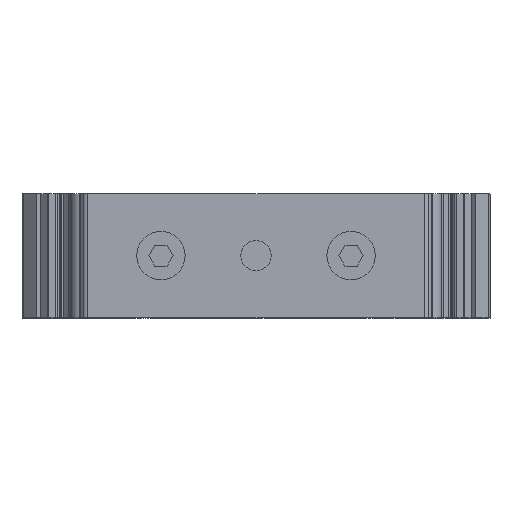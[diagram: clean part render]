
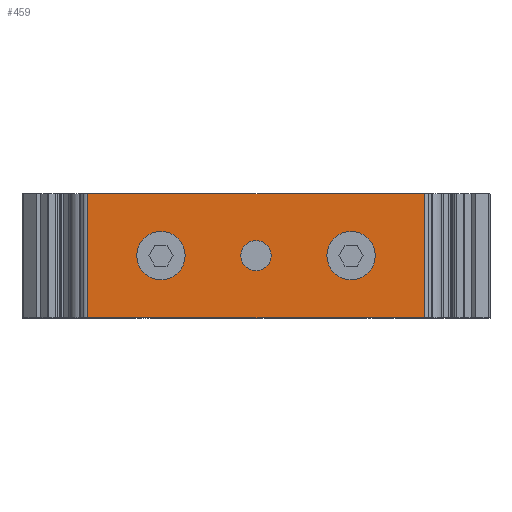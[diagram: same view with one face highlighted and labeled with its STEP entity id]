
A CAD part, top view. The second image highlights one B-rep face of the part: STEP entity #459.
In plain terms, the highlighted planar face has unit normal (0, 0, 1).
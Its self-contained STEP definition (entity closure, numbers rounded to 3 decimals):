
#459 = ADVANCED_FACE( '', ( #930, #931, #932, #933 ), #934, .T. );
#930 = FACE_BOUND( '', #1410, .T. );
#931 = FACE_OUTER_BOUND( '', #1411, .T. );
#932 = FACE_BOUND( '', #1412, .T. );
#933 = FACE_BOUND( '', #1413, .T. );
#934 = PLANE( '', #1414 );
#1410 = EDGE_LOOP( '', ( #2832 ) );
#1411 = EDGE_LOOP( '', ( #2833, #2834, #2835, #2836 ) );
#1412 = EDGE_LOOP( '', ( #2837 ) );
#1413 = EDGE_LOOP( '', ( #2838 ) );
#1414 = AXIS2_PLACEMENT_3D( '', #2839, #2840, #2841 );
#2832 = ORIENTED_EDGE( '', *, *, #3528, .T. );
#2833 = ORIENTED_EDGE( '', *, *, #3057, .F. );
#2834 = ORIENTED_EDGE( '', *, *, #3004, .F. );
#2835 = ORIENTED_EDGE( '', *, *, #3413, .T. );
#2836 = ORIENTED_EDGE( '', *, *, #3123, .T. );
#2837 = ORIENTED_EDGE( '', *, *, #3523, .T. );
#2838 = ORIENTED_EDGE( '', *, *, #3466, .T. );
#2839 = CARTESIAN_POINT( '', ( -37.446, 20.5, 63. ) );
#2840 = DIRECTION( '', ( 0., 0., 1. ) );
#2841 = DIRECTION( '', ( 1., 0., 0. ) );
#3004 = EDGE_CURVE( '', #3636, #3632, #3638, .T. );
#3057 = EDGE_CURVE( '', #3632, #3734, #3735, .T. );
#3123 = EDGE_CURVE( '', #3856, #3734, #3857, .T. );
#3413 = EDGE_CURVE( '', #3636, #3856, #4276, .T. );
#3466 = EDGE_CURVE( '', #4342, #4342, #4343, .T. );
#3523 = EDGE_CURVE( '', #4405, #4405, #4406, .T. );
#3528 = EDGE_CURVE( '', #4411, #4411, #4412, .T. );
#3632 = VERTEX_POINT( '', #4548 );
#3636 = VERTEX_POINT( '', #4553 );
#3638 = LINE( '', #4555, #4556 );
#3734 = VERTEX_POINT( '', #4683 );
#3735 = LINE( '', #4684, #4685 );
#3856 = VERTEX_POINT( '', #4851 );
#3857 = LINE( '', #4852, #4853 );
#4276 = LINE( '', #5448, #5449 );
#4342 = VERTEX_POINT( '', #5540 );
#4343 = CIRCLE( '', #5541, 4. );
#4405 = VERTEX_POINT( '', #5624 );
#4406 = CIRCLE( '', #5625, 2.5 );
#4411 = VERTEX_POINT( '', #5630 );
#4412 = CIRCLE( '', #5631, 4. );
#4548 = CARTESIAN_POINT( '', ( 10.036, 0., 63. ) );
#4553 = CARTESIAN_POINT( '', ( 10.036, 20.5, 63. ) );
#4555 = CARTESIAN_POINT( '', ( 10.036, 20.5, 63. ) );
#4556 = VECTOR( '', #5707, 1000. );
#4683 = CARTESIAN_POINT( '', ( -45.536, 0., 63. ) );
#4684 = CARTESIAN_POINT( '', ( -37.446, 0., 63. ) );
#4685 = VECTOR( '', #5784, 1000. );
#4851 = CARTESIAN_POINT( '', ( -45.536, 20.5, 63. ) );
#4852 = CARTESIAN_POINT( '', ( -45.536, 20.5, 63. ) );
#4853 = VECTOR( '', #5887, 1000. );
#5448 = CARTESIAN_POINT( '', ( 10.036, 20.5, 63. ) );
#5449 = VECTOR( '', #6187, 1000. );
#5540 = CARTESIAN_POINT( '', ( 1.95, 10.25, 63. ) );
#5541 = AXIS2_PLACEMENT_3D( '', #6240, #6241, #6242 );
#5624 = CARTESIAN_POINT( '', ( -20.25, 10.25, 63. ) );
#5625 = AXIS2_PLACEMENT_3D( '', #6279, #6280, #6281 );
#5630 = CARTESIAN_POINT( '', ( -29.45, 10.25, 63. ) );
#5631 = AXIS2_PLACEMENT_3D( '', #6282, #6283, #6284 );
#5707 = DIRECTION( '', ( 0., -1., 0. ) );
#5784 = DIRECTION( '', ( -1., 0., 0. ) );
#5887 = DIRECTION( '', ( 0., -1., 0. ) );
#6187 = DIRECTION( '', ( -1., 0., 0. ) );
#6240 = CARTESIAN_POINT( '', ( -2.05, 10.25, 63. ) );
#6241 = DIRECTION( '', ( 0., 0., -1. ) );
#6242 = DIRECTION( '', ( 1., 0., 0. ) );
#6279 = CARTESIAN_POINT( '', ( -17.75, 10.25, 63. ) );
#6280 = DIRECTION( '', ( 0., 0., -1. ) );
#6281 = DIRECTION( '', ( -1., 0., 0. ) );
#6282 = CARTESIAN_POINT( '', ( -33.45, 10.25, 63. ) );
#6283 = DIRECTION( '', ( 0., 0., -1. ) );
#6284 = DIRECTION( '', ( 1., 0., 0. ) );
